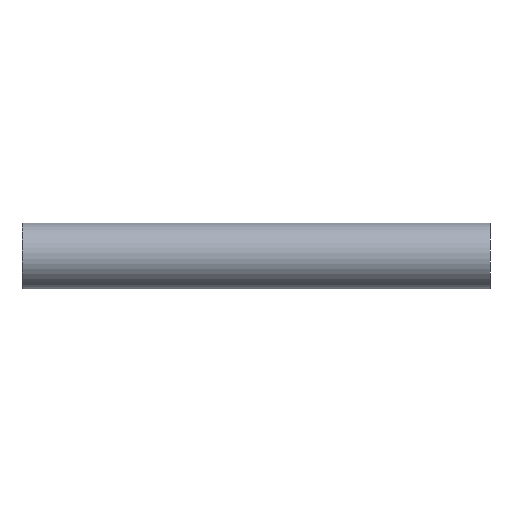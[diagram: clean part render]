
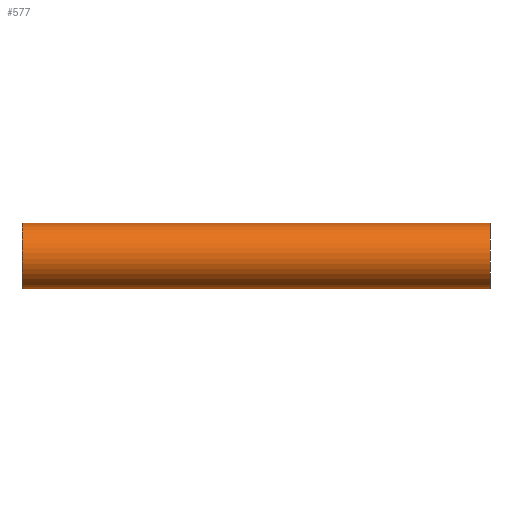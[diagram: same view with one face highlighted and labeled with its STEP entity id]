
A CAD part, front view. The second image highlights one B-rep face of the part: STEP entity #577.
In plain terms, the highlighted cylindrical face has radius 7.3 mm (diameter 14.6 mm), a partial arc.
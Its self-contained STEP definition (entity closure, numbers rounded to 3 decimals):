
#73 = PLANE('',#74);
#74 = AXIS2_PLACEMENT_3D('',#75,#76,#77);
#75 = CARTESIAN_POINT('',(52.,18.173,-6.277));
#76 = DIRECTION('',(-1.,0.,0.));
#77 = DIRECTION('',(0.,0.,-1.));
#132 = PLANE('',#133);
#133 = AXIS2_PLACEMENT_3D('',#134,#135,#136);
#134 = CARTESIAN_POINT('',(-52.,18.173,-6.277));
#135 = DIRECTION('',(-1.,0.,0.));
#136 = DIRECTION('',(0.,0.,-1.));
#454 = CYLINDRICAL_SURFACE('',#455,7.);
#455 = AXIS2_PLACEMENT_3D('',#456,#457,#458);
#456 = CARTESIAN_POINT('',(-52.,-14.6,12.296));
#457 = DIRECTION('',(-1.,0.,0.));
#458 = DIRECTION('',(0.,1.,0.));
#495 = EDGE_CURVE('',#496,#498,#500,.T.);
#496 = VERTEX_POINT('',#497);
#497 = CARTESIAN_POINT('',(-52.,-18.173,6.277));
#498 = VERTEX_POINT('',#499);
#499 = CARTESIAN_POINT('',(52.,-18.173,6.277));
#500 = SURFACE_CURVE('',#501,(#505,#512),.PCURVE_S1.);
#501 = LINE('',#502,#503);
#502 = CARTESIAN_POINT('',(-52.,-18.173,6.277));
#503 = VECTOR('',#504,1.);
#504 = DIRECTION('',(1.,0.,0.));
#505 = PCURVE('',#454,#506);
#506 = DEFINITIONAL_REPRESENTATION('',(#507),#511);
#507 = LINE('',#508,#509);
#508 = CARTESIAN_POINT('',(-4.177,0.));
#509 = VECTOR('',#510,1.);
#510 = DIRECTION('',(-0.,-1.));
#511 = ( GEOMETRIC_REPRESENTATION_CONTEXT(2) 
PARAMETRIC_REPRESENTATION_CONTEXT() REPRESENTATION_CONTEXT('2D SPACE',''
  ) );
#512 = PCURVE('',#513,#518);
#513 = CYLINDRICAL_SURFACE('',#514,7.3);
#514 = AXIS2_PLACEMENT_3D('',#515,#516,#517);
#515 = CARTESIAN_POINT('',(-52.,-21.9,0.));
#516 = DIRECTION('',(-1.,0.,0.));
#517 = DIRECTION('',(0.,1.,0.));
#518 = DEFINITIONAL_REPRESENTATION('',(#519),#523);
#519 = LINE('',#520,#521);
#520 = CARTESIAN_POINT('',(-1.035,0.));
#521 = VECTOR('',#522,1.);
#522 = DIRECTION('',(-0.,-1.));
#523 = ( GEOMETRIC_REPRESENTATION_CONTEXT(2) 
PARAMETRIC_REPRESENTATION_CONTEXT() REPRESENTATION_CONTEXT('2D SPACE',''
  ) );
#577 = ADVANCED_FACE('',(#578),#513,.T.);
#578 = FACE_BOUND('',#579,.F.);
#579 = EDGE_LOOP('',(#580,#581,#609,#637));
#580 = ORIENTED_EDGE('',*,*,#495,.T.);
#581 = ORIENTED_EDGE('',*,*,#582,.T.);
#582 = EDGE_CURVE('',#498,#583,#585,.T.);
#583 = VERTEX_POINT('',#584);
#584 = CARTESIAN_POINT('',(52.,-18.173,-6.277));
#585 = SURFACE_CURVE('',#586,(#591,#598),.PCURVE_S1.);
#586 = CIRCLE('',#587,7.3);
#587 = AXIS2_PLACEMENT_3D('',#588,#589,#590);
#588 = CARTESIAN_POINT('',(52.,-21.9,0.));
#589 = DIRECTION('',(1.,0.,0.));
#590 = DIRECTION('',(0.,1.,0.));
#591 = PCURVE('',#513,#592);
#592 = DEFINITIONAL_REPRESENTATION('',(#593),#597);
#593 = LINE('',#594,#595);
#594 = CARTESIAN_POINT('',(-0.,-104.));
#595 = VECTOR('',#596,1.);
#596 = DIRECTION('',(-1.,0.));
#597 = ( GEOMETRIC_REPRESENTATION_CONTEXT(2) 
PARAMETRIC_REPRESENTATION_CONTEXT() REPRESENTATION_CONTEXT('2D SPACE',''
  ) );
#598 = PCURVE('',#73,#599);
#599 = DEFINITIONAL_REPRESENTATION('',(#600),#608);
#600 = ( BOUNDED_CURVE() B_SPLINE_CURVE(2,(#601,#602,#603,#604,#605,#606
,#607),.UNSPECIFIED.,.T.,.F.) B_SPLINE_CURVE_WITH_KNOTS((1,2,2,2,2,1),(
    -2.094,0.,2.094,4.189,6.283,
8.378),.UNSPECIFIED.) CURVE() GEOMETRIC_REPRESENTATION_ITEM() 
RATIONAL_B_SPLINE_CURVE((1.,0.5,1.,0.5,1.,0.5,1.)) REPRESENTATION_ITEM(
  '') );
#601 = CARTESIAN_POINT('',(-6.277,32.773));
#602 = CARTESIAN_POINT('',(-18.921,32.773));
#603 = CARTESIAN_POINT('',(-12.599,43.723));
#604 = CARTESIAN_POINT('',(-6.277,54.673));
#605 = CARTESIAN_POINT('',(0.045,43.723));
#606 = CARTESIAN_POINT('',(6.367,32.773));
#607 = CARTESIAN_POINT('',(-6.277,32.773));
#608 = ( GEOMETRIC_REPRESENTATION_CONTEXT(2) 
PARAMETRIC_REPRESENTATION_CONTEXT() REPRESENTATION_CONTEXT('2D SPACE',''
  ) );
#609 = ORIENTED_EDGE('',*,*,#610,.F.);
#610 = EDGE_CURVE('',#611,#583,#613,.T.);
#611 = VERTEX_POINT('',#612);
#612 = CARTESIAN_POINT('',(-52.,-18.173,-6.277));
#613 = SURFACE_CURVE('',#614,(#618,#625),.PCURVE_S1.);
#614 = LINE('',#615,#616);
#615 = CARTESIAN_POINT('',(-52.,-18.173,-6.277));
#616 = VECTOR('',#617,1.);
#617 = DIRECTION('',(1.,0.,0.));
#618 = PCURVE('',#513,#619);
#619 = DEFINITIONAL_REPRESENTATION('',(#620),#624);
#620 = LINE('',#621,#622);
#621 = CARTESIAN_POINT('',(-5.248,0.));
#622 = VECTOR('',#623,1.);
#623 = DIRECTION('',(-0.,-1.));
#624 = ( GEOMETRIC_REPRESENTATION_CONTEXT(2) 
PARAMETRIC_REPRESENTATION_CONTEXT() REPRESENTATION_CONTEXT('2D SPACE',''
  ) );
#625 = PCURVE('',#626,#631);
#626 = CYLINDRICAL_SURFACE('',#627,7.);
#627 = AXIS2_PLACEMENT_3D('',#628,#629,#630);
#628 = CARTESIAN_POINT('',(-52.,-14.6,-12.296));
#629 = DIRECTION('',(-1.,0.,0.));
#630 = DIRECTION('',(0.,1.,0.));
#631 = DEFINITIONAL_REPRESENTATION('',(#632),#636);
#632 = LINE('',#633,#634);
#633 = CARTESIAN_POINT('',(-2.107,0.));
#634 = VECTOR('',#635,1.);
#635 = DIRECTION('',(-0.,-1.));
#636 = ( GEOMETRIC_REPRESENTATION_CONTEXT(2) 
PARAMETRIC_REPRESENTATION_CONTEXT() REPRESENTATION_CONTEXT('2D SPACE',''
  ) );
#637 = ORIENTED_EDGE('',*,*,#638,.F.);
#638 = EDGE_CURVE('',#496,#611,#639,.T.);
#639 = SURFACE_CURVE('',#640,(#645,#652),.PCURVE_S1.);
#640 = CIRCLE('',#641,7.3);
#641 = AXIS2_PLACEMENT_3D('',#642,#643,#644);
#642 = CARTESIAN_POINT('',(-52.,-21.9,0.));
#643 = DIRECTION('',(1.,0.,0.));
#644 = DIRECTION('',(0.,1.,0.));
#645 = PCURVE('',#513,#646);
#646 = DEFINITIONAL_REPRESENTATION('',(#647),#651);
#647 = LINE('',#648,#649);
#648 = CARTESIAN_POINT('',(-0.,0.));
#649 = VECTOR('',#650,1.);
#650 = DIRECTION('',(-1.,0.));
#651 = ( GEOMETRIC_REPRESENTATION_CONTEXT(2) 
PARAMETRIC_REPRESENTATION_CONTEXT() REPRESENTATION_CONTEXT('2D SPACE',''
  ) );
#652 = PCURVE('',#132,#653);
#653 = DEFINITIONAL_REPRESENTATION('',(#654),#662);
#654 = ( BOUNDED_CURVE() B_SPLINE_CURVE(2,(#655,#656,#657,#658,#659,#660
,#661),.UNSPECIFIED.,.T.,.F.) B_SPLINE_CURVE_WITH_KNOTS((1,2,2,2,2,1),(
    -2.094,0.,2.094,4.189,6.283,
8.378),.UNSPECIFIED.) CURVE() GEOMETRIC_REPRESENTATION_ITEM() 
RATIONAL_B_SPLINE_CURVE((1.,0.5,1.,0.5,1.,0.5,1.)) REPRESENTATION_ITEM(
  '') );
#655 = CARTESIAN_POINT('',(-6.277,32.773));
#656 = CARTESIAN_POINT('',(-18.921,32.773));
#657 = CARTESIAN_POINT('',(-12.599,43.723));
#658 = CARTESIAN_POINT('',(-6.277,54.673));
#659 = CARTESIAN_POINT('',(0.045,43.723));
#660 = CARTESIAN_POINT('',(6.367,32.773));
#661 = CARTESIAN_POINT('',(-6.277,32.773));
#662 = ( GEOMETRIC_REPRESENTATION_CONTEXT(2) 
PARAMETRIC_REPRESENTATION_CONTEXT() REPRESENTATION_CONTEXT('2D SPACE',''
  ) );
